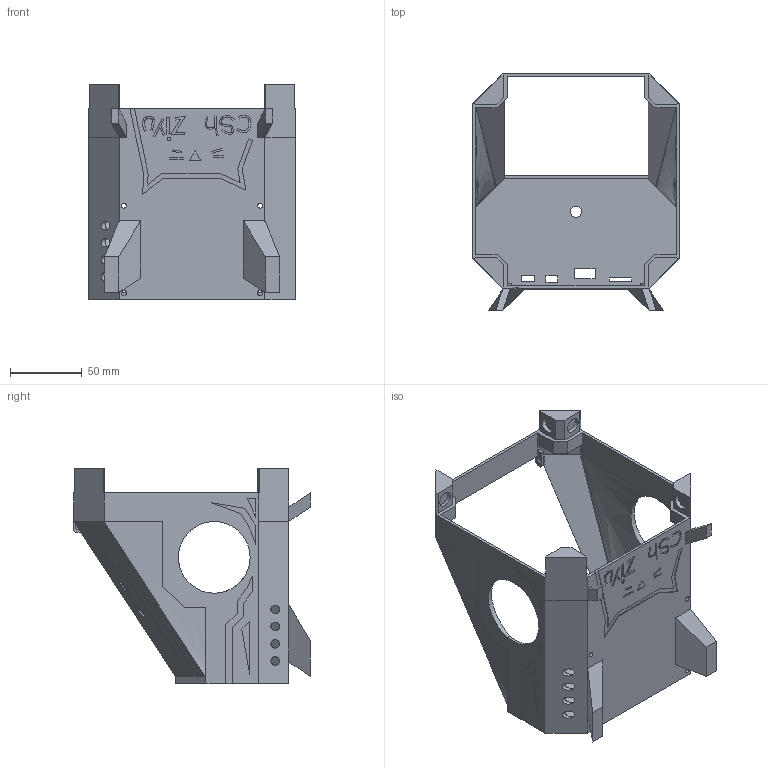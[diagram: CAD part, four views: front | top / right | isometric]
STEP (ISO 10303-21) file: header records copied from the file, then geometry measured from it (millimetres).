
FILE_DESCRIPTION(/* description */ (''),/* implementation_level */ '2;1');
FILE_NAME(/* name */ 'waikehoubuv5.step',/* time_stamp */ '2025-10-22T15:49:01-04:00',/* author */ (''),/* organization */ (''),/* preprocessor_version */ 'ST-DEVELOPER v20.1',/* originating_system */ 'Autodesk Translation Framework v14.17.0.0',/* authorisation */ '');
FILE_SCHEMA (('AUTOMOTIVE_DESIGN { 1 0 10303 214 3 1 1 }'));
Length unit declared in the file: millimetre
Products named in the file (1): 2025-10-19-22-33-37-329
Bounding box: 144 x 165 x 150 mm (x, y, z)
Volume: 168577.7 mm3; surface area: 131233.9 mm2
Topology: 1 solids, 1 shells, 409 faces, 1061 edges, 680 vertices
Faces by surface type: plane 356, cylinder 30, bspline 21, torus 2
Full cylindrical faces by diameter (mm): 2.658 x1, 3.5 x4, 4 x2, 6 x4, 8 x1, 10.5 x8, 50 x2
Entity records: 13345 total; most frequent: CARTESIAN_POINT 3348, ORIENTED_EDGE 2126, DIRECTION 1882, EDGE_CURVE 1063, LINE 942, VECTOR 942, VERTEX_POINT 680, AXIS2_PLACEMENT_3D 470
